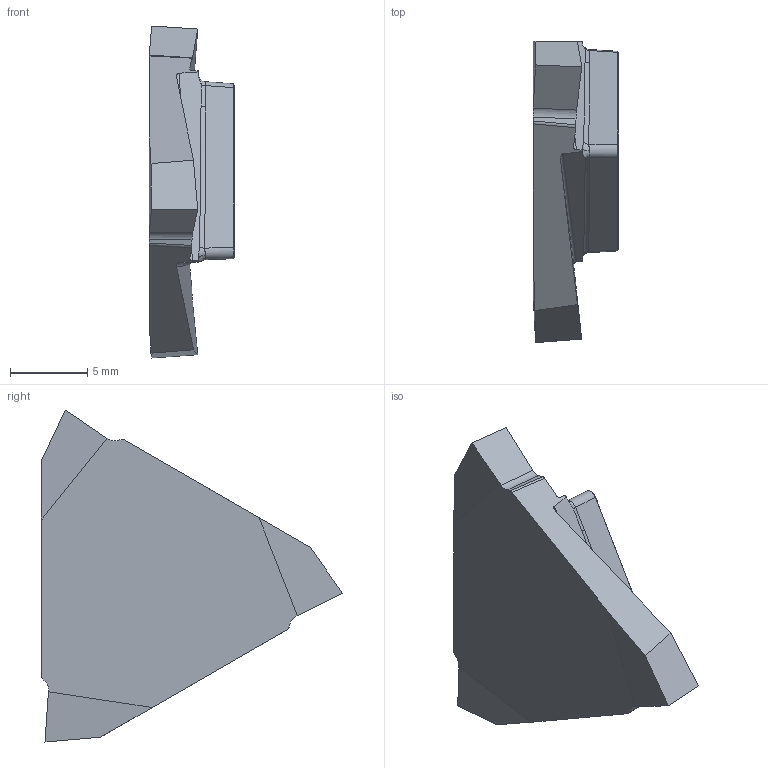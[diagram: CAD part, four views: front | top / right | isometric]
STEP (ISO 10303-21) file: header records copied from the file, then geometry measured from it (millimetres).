
FILE_DESCRIPTION(/* description */ (''),/* implementation_level */ '2;1');
FILE_NAME(/* name */ 'aaa319293_a.stp',/* time_stamp */ '2018-07-04T09:46:51+02:00',/* author */ (''),/* organization */ ('SMS'),/* preprocessor_version */ 'ST-DEVELOPER v15',/* originating_system */ 'SIEMENS PLM Software NX 8.5',/* authorisation */ '');
FILE_SCHEMA (('AUTOMOTIVE_DESIGN { 1 0 10303 214 3 1 1 1 }'));
Length unit declared in the file: millimetre
Products named in the file (1): AAA319293_A
Bounding box: 5.54 x 19.53 x 21.53 mm (x, y, z)
Volume: 866 mm3; surface area: 779 mm2
Topology: 1 solids, 1 shells, 62 faces, 166 edges, 108 vertices
Faces by surface type: plane 32, cylinder 15, bspline 12, torus 3
Entity records: 2261 total; most frequent: CARTESIAN_POINT 742, ORIENTED_EDGE 330, DIRECTION 277, EDGE_CURVE 165, VERTEX_POINT 105, AXIS2_PLACEMENT_3D 95, LINE 87, VECTOR 87
